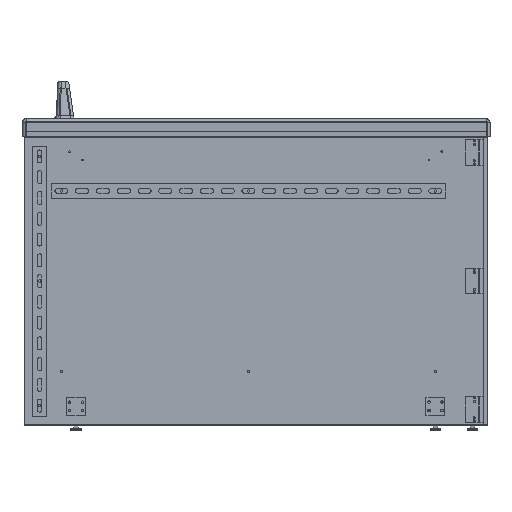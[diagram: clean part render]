
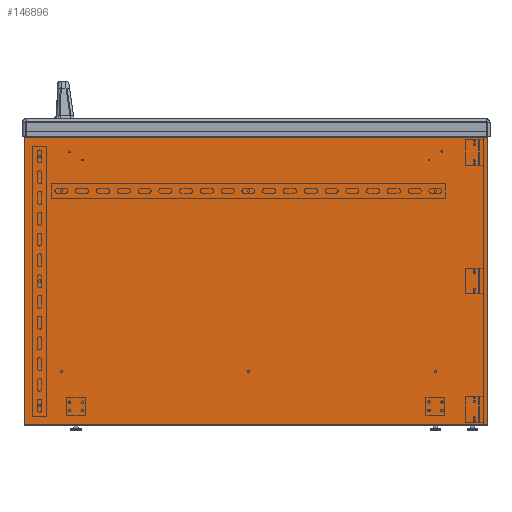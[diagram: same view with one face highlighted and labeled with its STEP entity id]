
A CAD part, front view. The second image highlights one B-rep face of the part: STEP entity #146896.
In plain terms, the highlighted face is planar.
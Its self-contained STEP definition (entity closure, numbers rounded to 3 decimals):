
#145870=CARTESIAN_POINT('',(-942.0,-446.0,554.2));
#145871=VERTEX_POINT('',#145870);
#145872=CARTESIAN_POINT('',(-942.0,-446.0,0.8));
#145873=VERTEX_POINT('',#145872);
#145874=CARTESIAN_POINT('',(-942.0,-446.0,554.2));
#145875=DIRECTION('',(0.0,0.0,-1.0));
#145876=VECTOR('',#145875,553.4);
#145877=LINE('',#145874,#145876);
#145878=EDGE_CURVE('',#145871,#145873,#145877,.T.);
#145978=CARTESIAN_POINT('',(-942.0,445.2,0.8));
#145979=VERTEX_POINT('',#145978);
#145980=CARTESIAN_POINT('',(-942.0,-446.0,0.8));
#145981=DIRECTION('',(0.0,1.0,0.0));
#145982=VECTOR('',#145981,891.2);
#145983=LINE('',#145980,#145982);
#145984=EDGE_CURVE('',#145979,#145873,#145983,.F.);
#146007=CARTESIAN_POINT('',(-942.0,445.2,554.2));
#146008=VERTEX_POINT('',#146007);
#146018=CARTESIAN_POINT('',(-942.0,445.2,554.2));
#146019=DIRECTION('',(0.0,0.0,-1.0));
#146020=VECTOR('',#146019,553.4);
#146021=LINE('',#146018,#146020);
#146022=EDGE_CURVE('',#146008,#145979,#146021,.T.);
#146040=CARTESIAN_POINT('',(-942.0,-446.0,554.2));
#146041=DIRECTION('',(0.0,1.0,0.0));
#146042=VECTOR('',#146041,891.2);
#146043=LINE('',#146040,#146042);
#146044=EDGE_CURVE('',#145871,#146008,#146043,.T.);
#146885=CARTESIAN_POINT('',(-942.0,-446.0,555.0));
#146886=DIRECTION('',(-1.0,0.0,0.0));
#146887=DIRECTION('',(0.0,0.0,1.0));
#146888=AXIS2_PLACEMENT_3D('',#146885,#146886,#146887);
#146889=PLANE('',#146888);
#146890=ORIENTED_EDGE('',*,*,#146022,.T.);
#146891=ORIENTED_EDGE('',*,*,#145984,.T.);
#146892=ORIENTED_EDGE('',*,*,#145878,.F.);
#146893=ORIENTED_EDGE('',*,*,#146044,.T.);
#146894=EDGE_LOOP('',(#146890,#146891,#146892,#146893));
#146895=FACE_OUTER_BOUND('',#146894,.T.);
#146896=ADVANCED_FACE('',(#146895),#146889,.T.);
